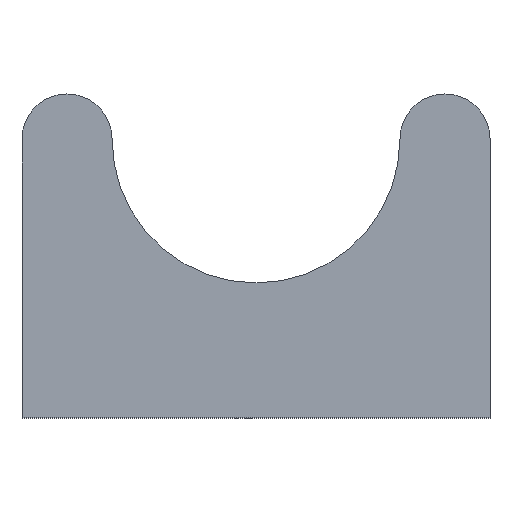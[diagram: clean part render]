
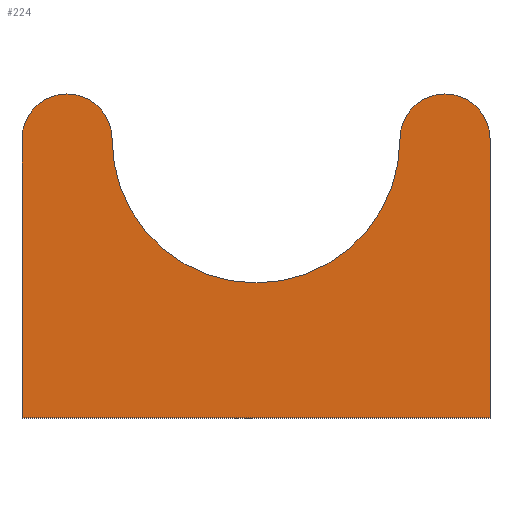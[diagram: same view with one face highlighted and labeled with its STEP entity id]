
A CAD part, top view. The second image highlights one B-rep face of the part: STEP entity #224.
In plain terms, the highlighted planar face has unit normal (0, 0, 1).
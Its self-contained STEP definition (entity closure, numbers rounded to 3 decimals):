
#24 = VERTEX_POINT('',#25);
#25 = CARTESIAN_POINT('',(-16.,0.,11.));
#31 = EDGE_CURVE('',#24,#32,#34,.T.);
#32 = VERTEX_POINT('',#33);
#33 = CARTESIAN_POINT('',(16.,0.,11.));
#34 = CIRCLE('',#35,16.);
#35 = AXIS2_PLACEMENT_3D('',#36,#37,#38);
#36 = CARTESIAN_POINT('',(0.,0.,11.));
#37 = DIRECTION('',(0.,0.,1.));
#38 = DIRECTION('',(1.,0.,0.));
#64 = EDGE_CURVE('',#24,#65,#67,.T.);
#65 = VERTEX_POINT('',#66);
#66 = CARTESIAN_POINT('',(-26.,0.,11.));
#67 = CIRCLE('',#68,5.);
#68 = AXIS2_PLACEMENT_3D('',#69,#70,#71);
#69 = CARTESIAN_POINT('',(-21.,0.,11.));
#70 = DIRECTION('',(0.,0.,1.));
#71 = DIRECTION('',(1.,0.,0.));
#99 = VERTEX_POINT('',#100);
#100 = CARTESIAN_POINT('',(26.,0.,11.));
#106 = EDGE_CURVE('',#99,#32,#107,.T.);
#107 = CIRCLE('',#108,5.);
#108 = AXIS2_PLACEMENT_3D('',#109,#110,#111);
#109 = CARTESIAN_POINT('',(21.,0.,11.));
#110 = DIRECTION('',(0.,0.,1.));
#111 = DIRECTION('',(1.,0.,0.));
#224 = ADVANCED_FACE('',(#225),#252,.T.);
#225 = FACE_BOUND('',#226,.F.);
#226 = EDGE_LOOP('',(#227,#228,#229,#237,#245,#251));
#227 = ORIENTED_EDGE('',*,*,#31,.T.);
#228 = ORIENTED_EDGE('',*,*,#106,.F.);
#229 = ORIENTED_EDGE('',*,*,#230,.F.);
#230 = EDGE_CURVE('',#231,#99,#233,.T.);
#231 = VERTEX_POINT('',#232);
#232 = CARTESIAN_POINT('',(26.,-31.,11.));
#233 = LINE('',#234,#235);
#234 = CARTESIAN_POINT('',(26.,-31.,11.));
#235 = VECTOR('',#236,1.);
#236 = DIRECTION('',(0.,1.,0.));
#237 = ORIENTED_EDGE('',*,*,#238,.F.);
#238 = EDGE_CURVE('',#239,#231,#241,.T.);
#239 = VERTEX_POINT('',#240);
#240 = CARTESIAN_POINT('',(-26.,-31.,11.));
#241 = LINE('',#242,#243);
#242 = CARTESIAN_POINT('',(-26.,-31.,11.));
#243 = VECTOR('',#244,1.);
#244 = DIRECTION('',(1.,0.,0.));
#245 = ORIENTED_EDGE('',*,*,#246,.F.);
#246 = EDGE_CURVE('',#65,#239,#247,.T.);
#247 = LINE('',#248,#249);
#248 = CARTESIAN_POINT('',(-26.,0.,11.));
#249 = VECTOR('',#250,1.);
#250 = DIRECTION('',(0.,-1.,0.));
#251 = ORIENTED_EDGE('',*,*,#64,.F.);
#252 = PLANE('',#253);
#253 = AXIS2_PLACEMENT_3D('',#254,#255,#256);
#254 = CARTESIAN_POINT('',(0.,-15.259,11.));
#255 = DIRECTION('',(0.,0.,1.));
#256 = DIRECTION('',(1.,0.,0.));
